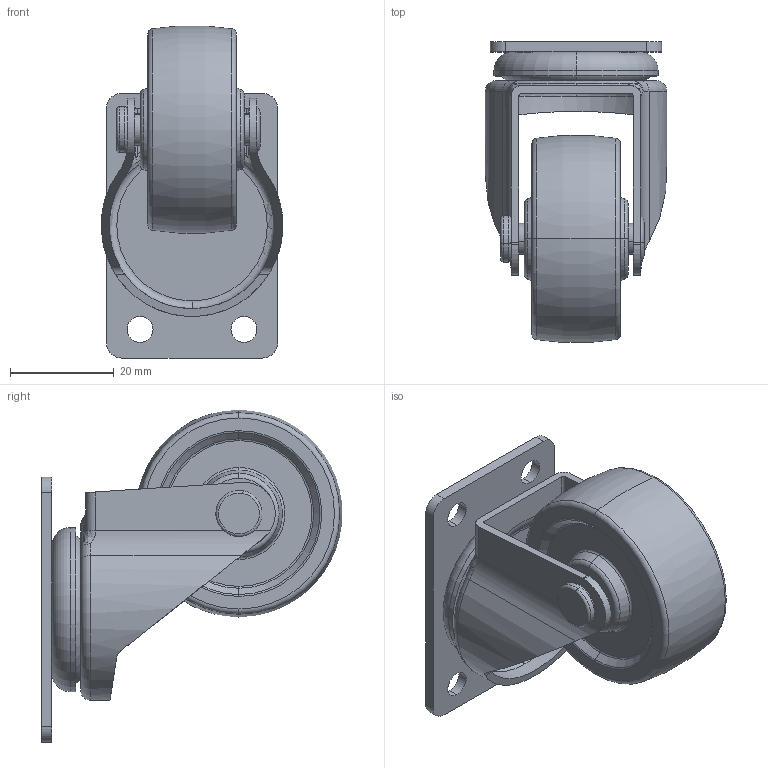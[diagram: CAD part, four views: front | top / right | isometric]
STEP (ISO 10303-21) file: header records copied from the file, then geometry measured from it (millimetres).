
FILE_DESCRIPTION (( 'STEP AP203' ), '1' );
FILE_NAME ('魂雄.STEP', '2026-01-09T06:07:26', ( '' ), ( '' ), 'SwSTEP 2.0', 'SolidWorks 2021', '' );
FILE_SCHEMA (( 'CONFIG_CONTROL_DESIGN' ));
Length unit declared in the file: millimetre
Products named in the file (4): 1.5渡25炵蹈魂雄殤; 1.5渡晦謫; 魂雄; 輪子鉚釘_預設
Assembly tree (3 placements, depth 2):
  魂雄
    1.5渡晦謫
    1.5渡25炵蹈魂雄殤
    輪子鉚釘_預設
Bounding box: 34.98 x 57.93 x 63.93 mm (x, y, z)
Volume: 31165.1 mm3; surface area: 15306.2 mm2
Topology: 3 solids, 4 shells, 143 faces, 329 edges, 197 vertices
Faces by surface type: torus 49, cylinder 44, plane 30, cone 10, bspline 8, sphere 2
Entity records: 4913 total; most frequent: CARTESIAN_POINT 1226, DIRECTION 766, ORIENTED_EDGE 646, AXIS2_PLACEMENT_3D 342, EDGE_CURVE 323, CIRCLE 201, VERTEX_POINT 197, EDGE_LOOP 168
